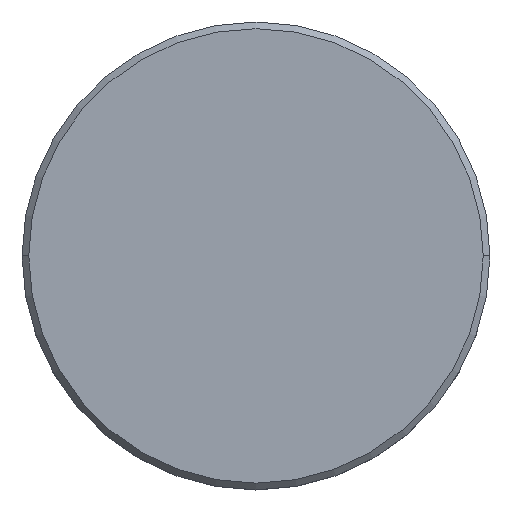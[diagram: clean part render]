
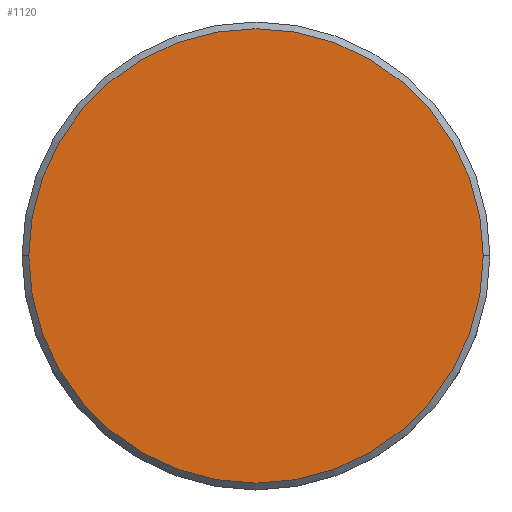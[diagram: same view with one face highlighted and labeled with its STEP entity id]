
A CAD part, top view. The second image highlights one B-rep face of the part: STEP entity #1120.
In plain terms, the highlighted planar face has unit normal (0, 0, 1).
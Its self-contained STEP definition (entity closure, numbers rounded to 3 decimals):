
#15 = FACE_OUTER_BOUND ( 'NONE', #724, .T. ) ;
#146 = VERTEX_POINT ( 'NONE', #750 ) ;
#155 = DIRECTION ( 'NONE',  ( 0., 0., 1. ) ) ;
#221 = DIRECTION ( 'NONE',  ( 0., 0., 1. ) ) ;
#224 = DIRECTION ( 'NONE',  ( 1., 0., 0. ) ) ;
#251 = CARTESIAN_POINT ( 'NONE',  ( 17., 0., 0. ) ) ;
#406 = PLANE ( 'NONE',  #876 ) ;
#441 = AXIS2_PLACEMENT_3D ( 'NONE', #1147, #681, #224 ) ;
#669 = DIRECTION ( 'NONE',  ( 1., 0., 0. ) ) ;
#681 = DIRECTION ( 'NONE',  ( 0., 0., 1. ) ) ;
#721 = EDGE_CURVE ( 'NONE', #882, #146, #966, .T. ) ;
#724 = EDGE_LOOP ( 'NONE', ( #867, #841 ) ) ;
#750 = CARTESIAN_POINT ( 'NONE',  ( -17., 0., 0. ) ) ;
#776 = AXIS2_PLACEMENT_3D ( 'NONE', #781, #221, #958 ) ;
#781 = CARTESIAN_POINT ( 'NONE',  ( 0., 0., 0. ) ) ;
#795 = CIRCLE ( 'NONE', #776, 17. ) ;
#841 = ORIENTED_EDGE ( 'NONE', *, *, #721, .T. ) ;
#867 = ORIENTED_EDGE ( 'NONE', *, *, #1178, .T. ) ;
#876 = AXIS2_PLACEMENT_3D ( 'NONE', #1126, #155, #669 ) ;
#882 = VERTEX_POINT ( 'NONE', #251 ) ;
#958 = DIRECTION ( 'NONE',  ( 1., 0., 0. ) ) ;
#966 = CIRCLE ( 'NONE', #441, 17. ) ;
#1120 = ADVANCED_FACE ( 'NONE', ( #15 ), #406, .T. ) ;
#1126 = CARTESIAN_POINT ( 'NONE',  ( 0., 0., 0. ) ) ;
#1147 = CARTESIAN_POINT ( 'NONE',  ( 0., 0., 0. ) ) ;
#1178 = EDGE_CURVE ( 'NONE', #146, #882, #795, .T. ) ;
